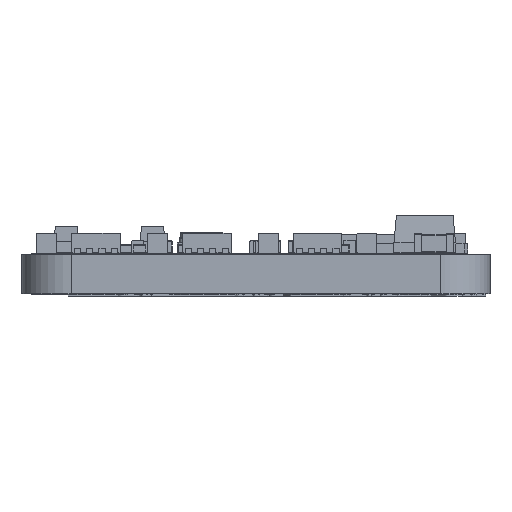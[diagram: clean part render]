
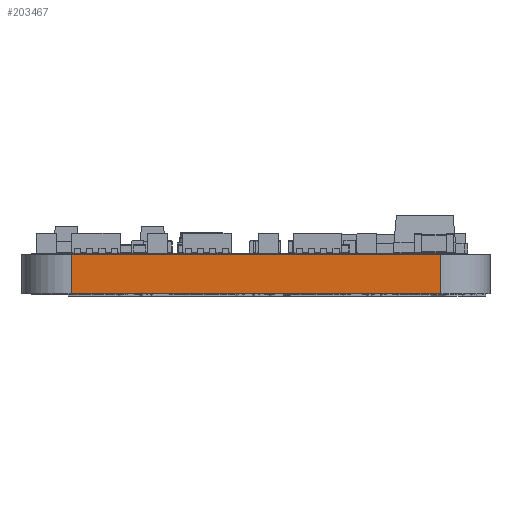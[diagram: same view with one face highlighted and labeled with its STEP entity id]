
A CAD part, front view. The second image highlights one B-rep face of the part: STEP entity #203467.
In plain terms, the highlighted free-form (B-spline) face has degree [1, 1] with [2, 2] control points.
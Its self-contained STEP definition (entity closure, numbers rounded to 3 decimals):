
#101910 = VERTEX_POINT('',#101911);
#101911 = CARTESIAN_POINT('',(115.452,-89.613,0.));
#101917 = EDGE_CURVE('',#101910,#101918,#101920,.T.);
#101918 = VERTEX_POINT('',#101919);
#101919 = CARTESIAN_POINT('',(98.959,-89.613,0.));
#101920 = B_SPLINE_CURVE_WITH_KNOTS('',1,(#101921,#101922),
  .UNSPECIFIED.,.F.,.F.,(2,2),(0.,15.),.PIECEWISE_BEZIER_KNOTS.);
#101921 = CARTESIAN_POINT('',(115.452,-89.613,0.));
#101922 = CARTESIAN_POINT('',(98.959,-89.613,0.));
#182605 = VERTEX_POINT('',#182606);
#182606 = CARTESIAN_POINT('',(98.959,-89.613,
    1.748));
#182612 = EDGE_CURVE('',#182613,#182605,#182615,.T.);
#182613 = VERTEX_POINT('',#182614);
#182614 = CARTESIAN_POINT('',(115.452,-89.613,
    1.748));
#182615 = B_SPLINE_CURVE_WITH_KNOTS('',1,(#182616,#182617),
  .UNSPECIFIED.,.F.,.F.,(2,2),(0.,15.),.PIECEWISE_BEZIER_KNOTS.);
#182616 = CARTESIAN_POINT('',(115.452,-89.613,
    1.748));
#182617 = CARTESIAN_POINT('',(98.959,-89.613,
    1.748));
#203439 = EDGE_CURVE('',#101910,#182613,#203440,.T.);
#203440 = B_SPLINE_CURVE_WITH_KNOTS('',1,(#203441,#203442),
  .UNSPECIFIED.,.F.,.F.,(2,2),(0.,1.59),.PIECEWISE_BEZIER_KNOTS.);
#203441 = CARTESIAN_POINT('',(115.452,-89.613,0.));
#203442 = CARTESIAN_POINT('',(115.452,-89.613,
    1.748));
#203467 = ADVANCED_FACE('',(#203468),#203478,.T.);
#203468 = FACE_BOUND('',#203469,.T.);
#203469 = EDGE_LOOP('',(#203470,#203471,#203472,#203477));
#203470 = ORIENTED_EDGE('',*,*,#203439,.T.);
#203471 = ORIENTED_EDGE('',*,*,#182612,.T.);
#203472 = ORIENTED_EDGE('',*,*,#203473,.F.);
#203473 = EDGE_CURVE('',#101918,#182605,#203474,.T.);
#203474 = B_SPLINE_CURVE_WITH_KNOTS('',1,(#203475,#203476),
  .UNSPECIFIED.,.F.,.F.,(2,2),(0.,1.59),.PIECEWISE_BEZIER_KNOTS.);
#203475 = CARTESIAN_POINT('',(98.959,-89.613,0.));
#203476 = CARTESIAN_POINT('',(98.959,-89.613,
    1.748));
#203477 = ORIENTED_EDGE('',*,*,#101917,.F.);
#203478 = B_SPLINE_SURFACE_WITH_KNOTS('',1,1,(
    (#203479,#203480)
    ,(#203481,#203482
    )),.UNSPECIFIED.,.F.,.F.,.F.,(2,2),(2,2),(0.,15.),(-1.59,0.),
  .PIECEWISE_BEZIER_KNOTS.);
#203479 = CARTESIAN_POINT('',(115.452,-89.613,
    1.748));
#203480 = CARTESIAN_POINT('',(115.452,-89.613,0.));
#203481 = CARTESIAN_POINT('',(98.959,-89.613,
    1.748));
#203482 = CARTESIAN_POINT('',(98.959,-89.613,0.));
